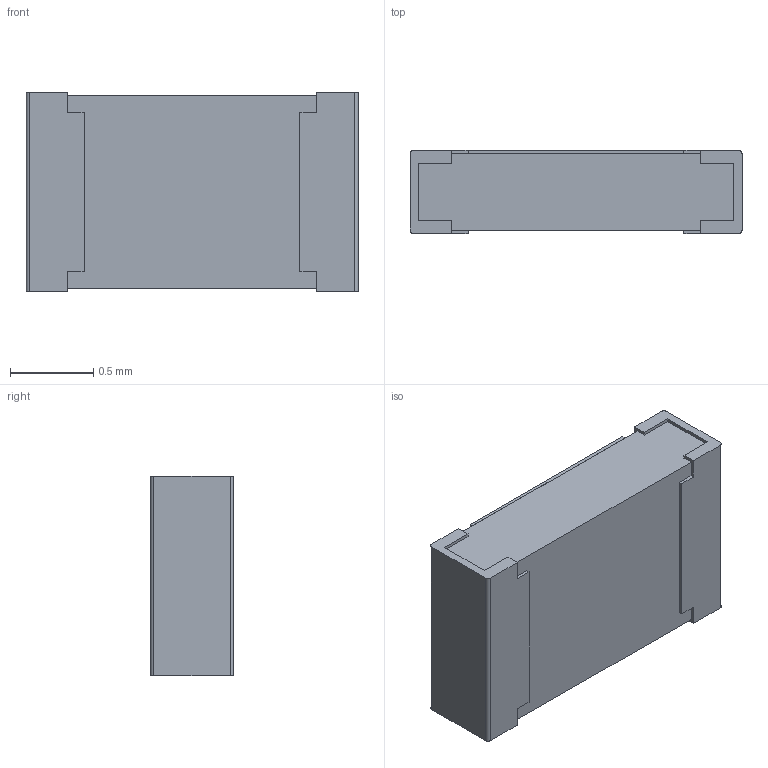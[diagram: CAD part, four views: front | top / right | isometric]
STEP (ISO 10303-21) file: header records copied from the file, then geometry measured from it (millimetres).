
FILE_DESCRIPTION (( 'STEP AP214' ), '1' );
FILE_NAME ('SMD_0805.STEP', '2023-11-01T15:06:16', ( '' ), ( '' ), 'SwSTEP 2.0', 'SolidWorks 2022', '' );
FILE_SCHEMA (( 'AUTOMOTIVE_DESIGN' ));
Length unit declared in the file: millimetre
Products named in the file (1): SMD_0805
Bounding box: 2 x 0.5 x 1.2 mm (x, y, z)
Volume: 1.1 mm3; surface area: 16.4 mm2
Topology: 4 solids, 4 shells, 76 faces, 231 edges, 171 vertices
Faces by surface type: plane 72, cylinder 4
Entity records: 3928 total; most frequent: CARTESIAN_POINT 1163, ORIENTED_EDGE 462, DIRECTION 349, EDGE_CURVE 231, VECTOR 179, LINE 179, VERTEX_POINT 171, AXIS2_PLACEMENT_3D 85
